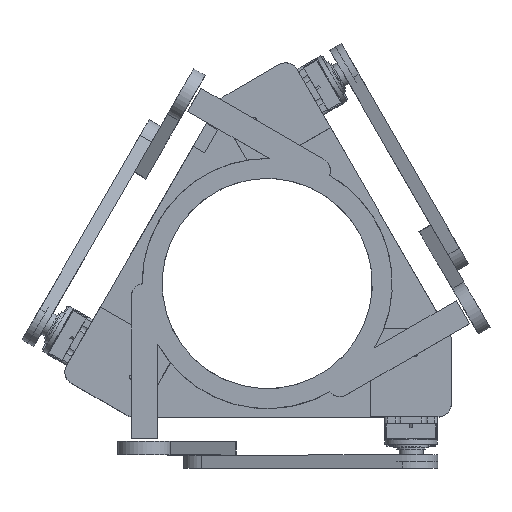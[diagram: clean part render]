
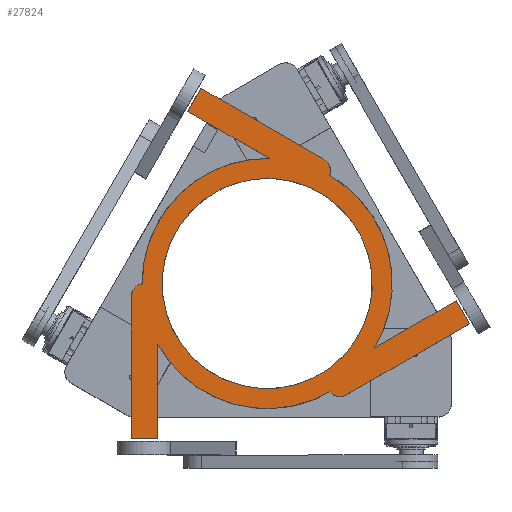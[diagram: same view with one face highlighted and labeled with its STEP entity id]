
A CAD part, top view. The second image highlights one B-rep face of the part: STEP entity #27824.
In plain terms, the highlighted face is planar.
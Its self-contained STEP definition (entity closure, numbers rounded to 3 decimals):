
#26950=CARTESIAN_POINT('',(0.,8.,39.5));
#26951=VERTEX_POINT('',#26950);
#26958=CARTESIAN_POINT('',(0.,8.,-39.5));
#26959=VERTEX_POINT('',#26958);
#26960=CARTESIAN_POINT('',(0.,8.,0.));
#26961=DIRECTION('',(0.,0.,-1.));
#26962=DIRECTION('',(0.,1.,0.));
#26963=AXIS2_PLACEMENT_3D('',#26960,#26962,#26961);
#26964=CIRCLE('',#26963,39.5);
#26965=EDGE_CURVE('',#26959,#26951,#26964,.T.);
#27002=CARTESIAN_POINT('',(0.,8.,0.));
#27003=DIRECTION('',(0.,0.,1.));
#27004=DIRECTION('',(0.,1.,0.));
#27005=AXIS2_PLACEMENT_3D('',#27002,#27004,#27003);
#27006=CIRCLE('',#27005,39.5);
#27007=EDGE_CURVE('',#26951,#26959,#27006,.T.);
#27131=CARTESIAN_POINT('',(-34.07,8.,62.684));
#27132=VERTEX_POINT('',#27131);
#27133=CARTESIAN_POINT('',(-2.259,8.,46.946));
#27134=VERTEX_POINT('',#27133);
#27135=CARTESIAN_POINT('',(-34.07,8.,62.684));
#27136=DIRECTION('',(0.896,0.,-0.443));
#27137=VECTOR('',#27136,35.491);
#27138=LINE('',#27135,#27137);
#27139=EDGE_CURVE('',#27132,#27134,#27138,.T.);
#27193=CARTESIAN_POINT('',(-37.251,8.,-60.847));
#27194=VERTEX_POINT('',#27193);
#27195=CARTESIAN_POINT('',(-39.527,8.,-25.429));
#27196=VERTEX_POINT('',#27195);
#27197=CARTESIAN_POINT('',(-37.251,8.,-60.847));
#27198=DIRECTION('',(-0.064,0.,0.998));
#27199=VECTOR('',#27198,35.491);
#27200=LINE('',#27197,#27199);
#27201=EDGE_CURVE('',#27194,#27196,#27200,.T.);
#27239=CARTESIAN_POINT('',(71.32,8.,-1.837));
#27240=VERTEX_POINT('',#27239);
#27241=CARTESIAN_POINT('',(41.786,8.,-21.517));
#27242=VERTEX_POINT('',#27241);
#27243=CARTESIAN_POINT('',(71.32,8.,-1.837));
#27244=DIRECTION('',(-0.832,0.,-0.555));
#27245=VECTOR('',#27244,35.491);
#27246=LINE('',#27243,#27245);
#27247=EDGE_CURVE('',#27240,#27242,#27246,.T.);
#27285=CARTESIAN_POINT('',(-29.642,8.,71.65));
#27286=VERTEX_POINT('',#27285);
#27302=CARTESIAN_POINT('',(-29.642,8.,71.65));
#27303=DIRECTION('',(-0.443,0.,-0.897));
#27304=VECTOR('',#27303,10.);
#27305=LINE('',#27302,#27304);
#27306=EDGE_CURVE('',#27286,#27132,#27305,.T.);
#27327=CARTESIAN_POINT('',(-47.23,8.,-61.496));
#27328=VERTEX_POINT('',#27327);
#27344=CARTESIAN_POINT('',(-47.23,8.,-61.496));
#27345=DIRECTION('',(0.998,0.,0.065));
#27346=VECTOR('',#27345,10.);
#27347=LINE('',#27344,#27346);
#27348=EDGE_CURVE('',#27328,#27194,#27347,.T.);
#27385=CARTESIAN_POINT('',(76.872,8.,-10.154));
#27386=VERTEX_POINT('',#27385);
#27402=CARTESIAN_POINT('',(76.872,8.,-10.154));
#27403=DIRECTION('',(-0.555,0.,0.832));
#27404=VECTOR('',#27403,10.);
#27405=LINE('',#27402,#27404);
#27406=EDGE_CURVE('',#27386,#27240,#27405,.T.);
#27553=CARTESIAN_POINT('',(32.523,8.,-39.756));
#27554=VERTEX_POINT('',#27553);
#27561=CARTESIAN_POINT('',(32.523,8.,-39.756));
#27562=DIRECTION('',(0.832,0.,0.555));
#27563=VECTOR('',#27562,53.321);
#27564=LINE('',#27561,#27563);
#27565=EDGE_CURVE('',#27554,#27386,#27564,.T.);
#27584=CARTESIAN_POINT('',(18.168,8.,48.044));
#27585=VERTEX_POINT('',#27584);
#27592=CARTESIAN_POINT('',(18.168,8.,48.044));
#27593=DIRECTION('',(-0.897,0.,0.443));
#27594=VECTOR('',#27593,53.321);
#27595=LINE('',#27592,#27594);
#27596=EDGE_CURVE('',#27585,#27286,#27595,.T.);
#27615=CARTESIAN_POINT('',(-50.692,8.,-8.288));
#27616=VERTEX_POINT('',#27615);
#27623=CARTESIAN_POINT('',(-50.692,8.,-8.288));
#27624=DIRECTION('',(0.065,0.,-0.998));
#27625=VECTOR('',#27624,53.321);
#27626=LINE('',#27623,#27625);
#27627=EDGE_CURVE('',#27616,#27328,#27626,.T.);
#27687=CARTESIAN_POINT('',(26.14,8.,-39.06));
#27688=VERTEX_POINT('',#27687);
#27695=CARTESIAN_POINT('',(0.,8.,0.));
#27696=DIRECTION('',(0.556,0.,-0.831));
#27697=DIRECTION('',(0.,1.,0.));
#27698=AXIS2_PLACEMENT_3D('',#27695,#27697,#27696);
#27699=CIRCLE('',#27698,47.);
#27700=EDGE_CURVE('',#27688,#27196,#27699,.T.);
#27731=CARTESIAN_POINT('',(20.757,8.,42.168));
#27732=VERTEX_POINT('',#27731);
#27739=CARTESIAN_POINT('',(0.,8.,0.));
#27740=DIRECTION('',(0.442,0.,0.897));
#27741=DIRECTION('',(0.,1.,0.));
#27742=AXIS2_PLACEMENT_3D('',#27739,#27741,#27740);
#27743=CIRCLE('',#27742,47.);
#27744=EDGE_CURVE('',#27732,#27242,#27743,.T.);
#27762=CARTESIAN_POINT('',(-46.897,8.,-3.108));
#27763=VERTEX_POINT('',#27762);
#27770=CARTESIAN_POINT('',(0.,8.,0.));
#27771=DIRECTION('',(-0.998,0.,-0.066));
#27772=DIRECTION('',(0.,1.,0.));
#27773=AXIS2_PLACEMENT_3D('',#27770,#27772,#27771);
#27774=CIRCLE('',#27773,47.);
#27775=EDGE_CURVE('',#27763,#27134,#27774,.T.);
#27780=CARTESIAN_POINT('',(84.756,8.,-3.299));
#27781=DIRECTION('',(0.,0.,1.));
#27782=DIRECTION('',(0.,-1.,0.));
#27783=AXIS2_PLACEMENT_3D('',#27780,#27782,#27781);
#27784=PLANE('',#27783);
#27785=ORIENTED_EDGE('',*,*,#27627,.T.);
#27786=ORIENTED_EDGE('',*,*,#27348,.T.);
#27787=ORIENTED_EDGE('',*,*,#27201,.T.);
#27788=ORIENTED_EDGE('',*,*,#27700,.F.);
#27789=CARTESIAN_POINT('',(29.747,8.,-35.598));
#27790=DIRECTION('',(-0.721,0.,-0.692));
#27791=DIRECTION('',(0.,-1.,0.));
#27792=AXIS2_PLACEMENT_3D('',#27789,#27791,#27790);
#27793=CIRCLE('',#27792,5.);
#27794=EDGE_CURVE('',#27688,#27554,#27793,.T.);
#27795=ORIENTED_EDGE('E395',*,*,#27794,.T.);
#27796=ORIENTED_EDGE('E395',*,*,#27565,.T.);
#27797=ORIENTED_EDGE('E395',*,*,#27406,.T.);
#27798=ORIENTED_EDGE('E395',*,*,#27247,.T.);
#27799=ORIENTED_EDGE('E395',*,*,#27744,.F.);
#27800=CARTESIAN_POINT('',(15.955,8.,43.561));
#27801=DIRECTION('',(0.96,0.,-0.279));
#27802=DIRECTION('',(0.,-1.,0.));
#27803=AXIS2_PLACEMENT_3D('',#27800,#27802,#27801);
#27804=CIRCLE('',#27803,5.);
#27805=EDGE_CURVE('',#27732,#27585,#27804,.T.);
#27806=ORIENTED_EDGE('E396',*,*,#27805,.T.);
#27807=ORIENTED_EDGE('E396',*,*,#27596,.T.);
#27808=ORIENTED_EDGE('E396',*,*,#27306,.T.);
#27809=ORIENTED_EDGE('E396',*,*,#27139,.T.);
#27810=ORIENTED_EDGE('E396',*,*,#27775,.F.);
#27811=CARTESIAN_POINT('',(-45.702,8.,-7.963));
#27812=DIRECTION('',(-0.239,0.,0.971));
#27813=DIRECTION('',(0.,-1.,0.));
#27814=AXIS2_PLACEMENT_3D('',#27811,#27813,#27812);
#27815=CIRCLE('',#27814,5.);
#27816=EDGE_CURVE('',#27763,#27616,#27815,.T.);
#27817=ORIENTED_EDGE('E394',*,*,#27816,.T.);
#27818=EDGE_LOOP('',(#27785,#27786,#27787,#27788,#27795,#27796,#27797,#27798,#27799,#27806,#27807,#27808,#27809,#27810,#27817));
#27819=FACE_OUTER_BOUND('',#27818,.T.);
#27820=ORIENTED_EDGE('',*,*,#27007,.T.);
#27821=ORIENTED_EDGE('',*,*,#26965,.T.);
#27822=EDGE_LOOP('',(#27820,#27821));
#27823=FACE_BOUND('',#27822,.T.);
#27824=ADVANCED_FACE('F33',(#27819,#27823),#27784,.T.);
